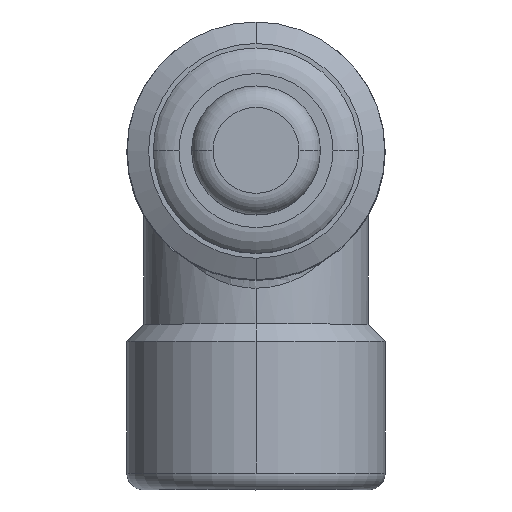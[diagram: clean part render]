
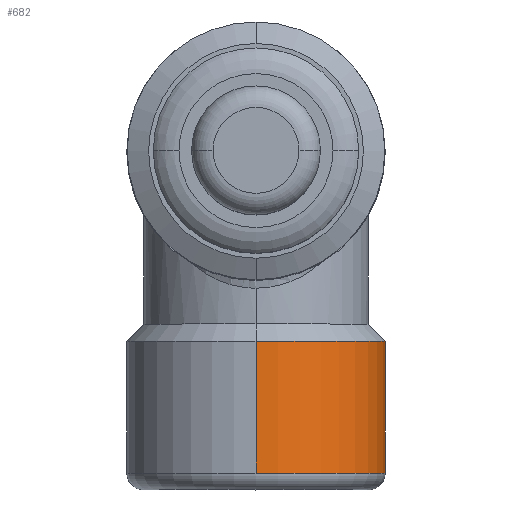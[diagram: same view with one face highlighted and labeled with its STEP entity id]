
A CAD part, top view. The second image highlights one B-rep face of the part: STEP entity #682.
In plain terms, the highlighted cylindrical face has radius 11.938 mm (diameter 23.876 mm), a partial arc.
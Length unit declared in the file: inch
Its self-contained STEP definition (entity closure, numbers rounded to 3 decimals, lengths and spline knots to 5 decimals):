
#65=LINE($,#1170,#93);
#66=LINE($,#1173,#94);
#93=VECTOR($,#899,0.48);
#94=VECTOR($,#902,0.48);
#115=CYLINDRICAL_SURFACE($,#748,0.47);
#135=FACE_OUTER_BOUND($,#180,.T.);
#180=EDGE_LOOP($,(#489,#490,#491,#492,#493));
#241=CIRCLE($,#747,0.47);
#242=CIRCLE($,#749,0.47);
#243=CIRCLE($,#750,0.47);
#311=VERTEX_POINT($,#1158);
#314=VERTEX_POINT($,#1164);
#315=VERTEX_POINT($,#1168);
#316=VERTEX_POINT($,#1169);
#317=VERTEX_POINT($,#1172);
#382=EDGE_CURVE($,#314,#311,#241,.T.);
#383=EDGE_CURVE($,#315,#316,#65,.T.);
#384=EDGE_CURVE($,#311,#315,#242,.T.);
#385=EDGE_CURVE($,#314,#317,#66,.T.);
#386=EDGE_CURVE($,#317,#316,#243,.T.);
#489=ORIENTED_EDGE($,*,*,#383,.F.);
#490=ORIENTED_EDGE($,*,*,#384,.F.);
#491=ORIENTED_EDGE($,*,*,#382,.F.);
#492=ORIENTED_EDGE($,*,*,#385,.T.);
#493=ORIENTED_EDGE($,*,*,#386,.T.);
#682=ADVANCED_FACE($,(#135),#115,.T.);
#747=AXIS2_PLACEMENT_3D($,#1166,#895,#896);
#748=AXIS2_PLACEMENT_3D($,#1167,#897,#898);
#749=AXIS2_PLACEMENT_3D($,#1171,#900,#901);
#750=AXIS2_PLACEMENT_3D($,#1174,#903,#904);
#895=DIRECTION('center_axis',(0.,-1.,0.));
#896=DIRECTION('ref_axis',(0.,0.,1.));
#897=DIRECTION('center_axis',(0.,-1.,0.));
#898=DIRECTION('ref_axis',(0.,0.,1.));
#899=DIRECTION($,(0.,1.,0.));
#900=DIRECTION('center_axis',(0.,-1.,0.));
#901=DIRECTION('ref_axis',(0.,0.,1.));
#902=DIRECTION($,(0.,1.,0.));
#903=DIRECTION('center_axis',(0.,-1.,0.));
#904=DIRECTION('ref_axis',(0.,0.,1.));
#1158=CARTESIAN_POINT('',(0.47,0.06,0.));
#1164=CARTESIAN_POINT('',(0.,0.06,-0.47));
#1166=CARTESIAN_POINT('Origin',(0.,0.06,
0.));
#1167=CARTESIAN_POINT('Origin',(0.,0.564,
0.));
#1168=CARTESIAN_POINT('',(0.,0.06,0.47));
#1169=CARTESIAN_POINT('',(0.,0.54,0.47));
#1170=CARTESIAN_POINT($,(0.,0.06,0.47));
#1171=CARTESIAN_POINT('Origin',(0.,0.06,
0.));
#1172=CARTESIAN_POINT('',(0.,0.54,-0.47));
#1173=CARTESIAN_POINT($,(0.,0.06,-0.47));
#1174=CARTESIAN_POINT('Origin',(0.,0.54,
0.));
